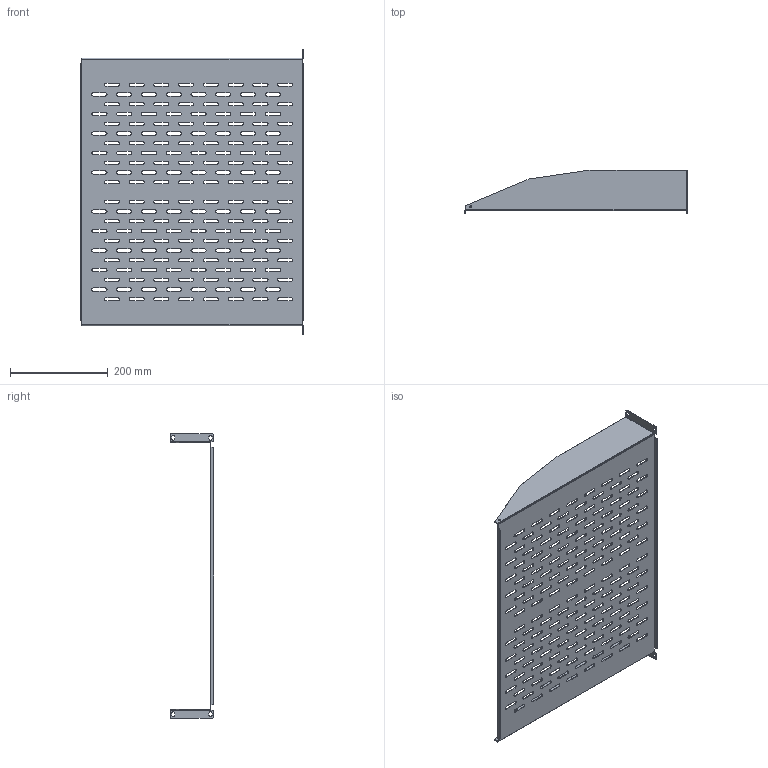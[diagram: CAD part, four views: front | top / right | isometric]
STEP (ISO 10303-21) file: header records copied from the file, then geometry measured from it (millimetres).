
FILE_DESCRIPTION (( 'STEP AP214' ), '1' );
FILE_NAME ('LC23INCSH2U-18_3D.step', '2024-04-04T23:19:05', ( '' ), ( '' ), 'SwSTEP 2.0', 'SolidWorks 2022', '' );
FILE_SCHEMA (( 'AUTOMOTIVE_DESIGN' ));
Length unit declared in the file: millimetre
Products named in the file (1): LC23INCSH2U-18_3D
Bounding box: 457.2 x 88.9 x 584.2 mm (x, y, z)
Volume: 427521.8 mm3; surface area: 592065.9 mm2
Topology: 1 solids, 1 shells, 812 faces, 2382 edges, 1572 vertices
Faces by surface type: plane 422, cylinder 390
Entity records: 27864 total; most frequent: DIRECTION 4788, CARTESIAN_POINT 4767, ORIENTED_EDGE 4764, EDGE_CURVE 2382, LINE 1602, VECTOR 1602, AXIS2_PLACEMENT_3D 1593, VERTEX_POINT 1572
